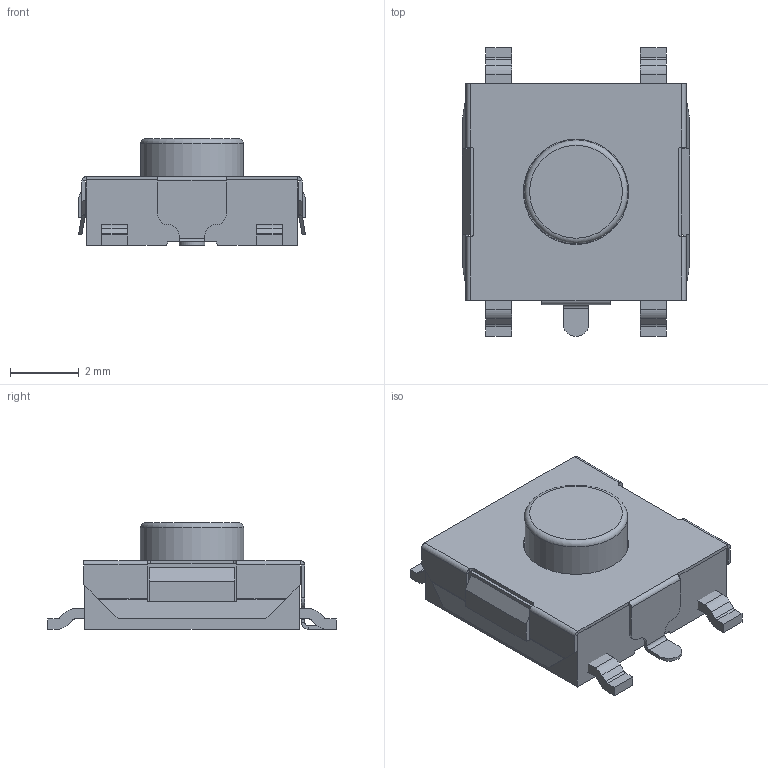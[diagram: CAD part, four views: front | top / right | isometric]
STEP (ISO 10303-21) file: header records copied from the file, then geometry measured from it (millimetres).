
FILE_DESCRIPTION(('STEP AP214'), '1');
FILE_NAME('tactile_switch_6.3x6.3', '2019-03-11T02:03:35', ('Nobody'), (''), 'ASCON STEP Converter 1.3', 'ASCON Math Kernel', '');
FILE_SCHEMA(('AUTOMOTIVE_DESIGN { 1 0 10303 214 3 1 1}'));
Length unit declared in the file: millimetre
Bounding box: 6.6 x 8.4 x 3.1 mm (x, y, z)
Volume: 87.7 mm3; surface area: 280 mm2
Topology: 7 solids, 7 shells, 187 faces, 458 edges, 290 vertices
Faces by surface type: plane 133, cylinder 49, bspline 4, torus 1
Full cylindrical faces by diameter (mm): 3 x1, 3.06 x1, 3.5 x1, 3.6 x1
Entity records: 6987 total; most frequent: CARTESIAN_POINT 990, DIRECTION 904, ORIENTED_EDGE 866, EDGE_CURVE 433, LINE 354, VECTOR 354, AXIS2_PLACEMENT_3D 275, VERTEX_POINT 265
